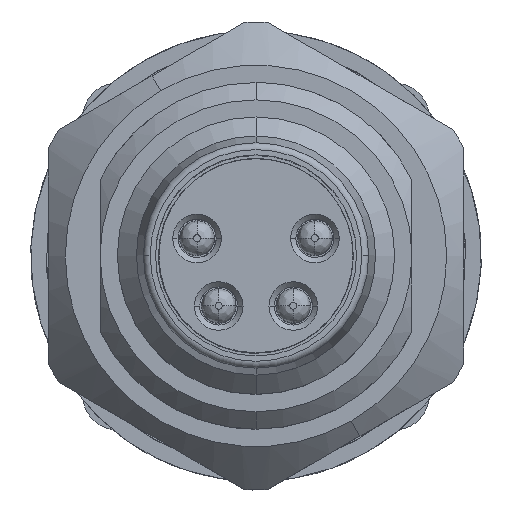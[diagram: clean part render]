
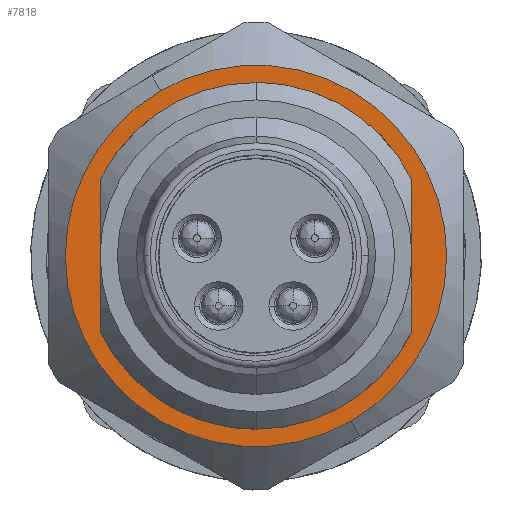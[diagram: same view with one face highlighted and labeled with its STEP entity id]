
A CAD part, top view. The second image highlights one B-rep face of the part: STEP entity #7818.
In plain terms, the highlighted planar face has unit normal (0, 0, 1).
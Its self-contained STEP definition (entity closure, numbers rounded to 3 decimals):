
#7670=AXIS2_PLACEMENT_3D('Plane Axis2P3D',#7667,#7668,#7669) ;
#7667=CARTESIAN_POINT('Axis2P3D Location',(6.5,6.742,16.65)) ;
#7673=CARTESIAN_POINT('Control Point',(3.75,11.505,16.65)) ;
#7674=CARTESIAN_POINT('Control Point',(3.253,11.218,16.65)) ;
#7675=CARTESIAN_POINT('Control Point',(2.793,10.866,16.65)) ;
#7676=CARTESIAN_POINT('Control Point',(2.381,10.455,16.65)) ;
#7677=CARTESIAN_POINT('Control Point',(1.676,9.536,16.65)) ;
#7678=CARTESIAN_POINT('Control Point',(1.23,8.467,16.65)) ;
#7679=CARTESIAN_POINT('Control Point',(1.078,7.906,16.65)) ;
#7680=CARTESIAN_POINT('Control Point',(0.925,6.758,16.65)) ;
#7681=CARTESIAN_POINT('Control Point',(1.072,5.608,16.65)) ;
#7682=CARTESIAN_POINT('Control Point',(1.22,5.046,16.65)) ;
#7683=CARTESIAN_POINT('Control Point',(1.661,3.975,16.65)) ;
#7684=CARTESIAN_POINT('Control Point',(2.361,3.052,16.65)) ;
#7685=CARTESIAN_POINT('Control Point',(2.77,2.639,16.65)) ;
#7686=CARTESIAN_POINT('Control Point',(3.686,1.93,16.65)) ;
#7687=CARTESIAN_POINT('Control Point',(4.754,1.479,16.65)) ;
#7688=CARTESIAN_POINT('Control Point',(5.314,1.325,16.65)) ;
#7689=CARTESIAN_POINT('Control Point',(6.462,1.167,16.65)) ;
#7690=CARTESIAN_POINT('Control Point',(7.612,1.31,16.65)) ;
#7691=CARTESIAN_POINT('Control Point',(8.174,1.456,16.65)) ;
#7692=CARTESIAN_POINT('Control Point',(8.719,1.677,16.65)) ;
#7693=CARTESIAN_POINT('Control Point',(9.227,1.966,16.65)) ;
#7694=CARTESIAN_POINT('Control Point',(9.234,1.97,16.65)) ;
#7695=CARTESIAN_POINT('Control Point',(9.242,1.975,16.65)) ;
#7696=CARTESIAN_POINT('Control Point',(9.25,1.979,16.65)) ;
#7697=CARTESIAN_POINT('Vertex',(3.75,11.505,16.65)) ;
#7699=CARTESIAN_POINT('Vertex',(9.25,1.979,16.65)) ;
#7703=CARTESIAN_POINT('Control Point',(9.25,1.979,16.65)) ;
#7704=CARTESIAN_POINT('Control Point',(9.747,2.266,16.65)) ;
#7705=CARTESIAN_POINT('Control Point',(10.207,2.619,16.65)) ;
#7706=CARTESIAN_POINT('Control Point',(10.619,3.029,16.65)) ;
#7707=CARTESIAN_POINT('Control Point',(11.324,3.948,16.65)) ;
#7708=CARTESIAN_POINT('Control Point',(11.77,5.018,16.65)) ;
#7709=CARTESIAN_POINT('Control Point',(11.922,5.579,16.65)) ;
#7710=CARTESIAN_POINT('Control Point',(12.075,6.727,16.65)) ;
#7711=CARTESIAN_POINT('Control Point',(11.928,7.876,16.65)) ;
#7712=CARTESIAN_POINT('Control Point',(11.78,8.438,16.65)) ;
#7713=CARTESIAN_POINT('Control Point',(11.339,9.51,16.65)) ;
#7714=CARTESIAN_POINT('Control Point',(10.639,10.433,16.65)) ;
#7715=CARTESIAN_POINT('Control Point',(10.23,10.846,16.65)) ;
#7716=CARTESIAN_POINT('Control Point',(9.314,11.555,16.65)) ;
#7717=CARTESIAN_POINT('Control Point',(8.246,12.005,16.65)) ;
#7718=CARTESIAN_POINT('Control Point',(7.686,12.159,16.65)) ;
#7719=CARTESIAN_POINT('Control Point',(6.538,12.317,16.65)) ;
#7720=CARTESIAN_POINT('Control Point',(5.388,12.175,16.65)) ;
#7721=CARTESIAN_POINT('Control Point',(4.826,12.029,16.65)) ;
#7722=CARTESIAN_POINT('Control Point',(4.281,11.808,16.65)) ;
#7723=CARTESIAN_POINT('Control Point',(3.773,11.519,16.65)) ;
#7724=CARTESIAN_POINT('Control Point',(3.766,11.514,16.65)) ;
#7725=CARTESIAN_POINT('Control Point',(3.758,11.51,16.65)) ;
#7726=CARTESIAN_POINT('Control Point',(3.75,11.505,16.65)) ;
#7732=CARTESIAN_POINT('Line Origine',(11.,6.742,16.65)) ;
#7736=CARTESIAN_POINT('Vertex',(11.,4.563,16.65)) ;
#7738=CARTESIAN_POINT('Vertex',(11.,8.922,16.65)) ;
#7742=CARTESIAN_POINT('Control Point',(6.5,1.742,16.65)) ;
#7743=CARTESIAN_POINT('Control Point',(7.023,1.742,16.65)) ;
#7744=CARTESIAN_POINT('Control Point',(7.547,1.811,16.65)) ;
#7745=CARTESIAN_POINT('Control Point',(8.058,1.948,16.65)) ;
#7746=CARTESIAN_POINT('Control Point',(9.056,2.362,16.65)) ;
#7747=CARTESIAN_POINT('Control Point',(9.91,3.024,16.65)) ;
#7748=CARTESIAN_POINT('Control Point',(10.298,3.421,16.65)) ;
#7749=CARTESIAN_POINT('Control Point',(10.655,3.905,16.65)) ;
#7750=CARTESIAN_POINT('Control Point',(10.935,4.432,16.65)) ;
#7751=CARTESIAN_POINT('Control Point',(10.957,4.476,16.65)) ;
#7752=CARTESIAN_POINT('Control Point',(10.979,4.519,16.65)) ;
#7753=CARTESIAN_POINT('Control Point',(11.,4.563,16.65)) ;
#7754=CARTESIAN_POINT('Vertex',(6.5,1.742,16.65)) ;
#7758=CARTESIAN_POINT('Control Point',(2.,4.563,16.65)) ;
#7759=CARTESIAN_POINT('Control Point',(2.239,4.07,16.65)) ;
#7760=CARTESIAN_POINT('Control Point',(2.545,3.61,16.65)) ;
#7761=CARTESIAN_POINT('Control Point',(2.913,3.194,16.65)) ;
#7762=CARTESIAN_POINT('Control Point',(3.753,2.475,16.65)) ;
#7763=CARTESIAN_POINT('Control Point',(4.755,2.008,16.65)) ;
#7764=CARTESIAN_POINT('Control Point',(5.285,1.845,16.65)) ;
#7765=CARTESIAN_POINT('Control Point',(5.855,1.753,16.65)) ;
#7766=CARTESIAN_POINT('Control Point',(6.427,1.743,16.65)) ;
#7767=CARTESIAN_POINT('Control Point',(6.451,1.742,16.65)) ;
#7768=CARTESIAN_POINT('Control Point',(6.476,1.742,16.65)) ;
#7769=CARTESIAN_POINT('Control Point',(6.5,1.742,16.65)) ;
#7770=CARTESIAN_POINT('Vertex',(2.,4.563,16.65)) ;
#7773=CARTESIAN_POINT('Line Origine',(2.,6.742,16.65)) ;
#7777=CARTESIAN_POINT('Vertex',(2.,8.922,16.65)) ;
#7781=CARTESIAN_POINT('Control Point',(6.5,11.742,16.65)) ;
#7782=CARTESIAN_POINT('Control Point',(5.977,11.742,16.65)) ;
#7783=CARTESIAN_POINT('Control Point',(5.453,11.674,16.65)) ;
#7784=CARTESIAN_POINT('Control Point',(4.942,11.537,16.65)) ;
#7785=CARTESIAN_POINT('Control Point',(3.944,11.123,16.65)) ;
#7786=CARTESIAN_POINT('Control Point',(3.09,10.46,16.65)) ;
#7787=CARTESIAN_POINT('Control Point',(2.702,10.064,16.65)) ;
#7788=CARTESIAN_POINT('Control Point',(2.345,9.579,16.65)) ;
#7789=CARTESIAN_POINT('Control Point',(2.065,9.052,16.65)) ;
#7790=CARTESIAN_POINT('Control Point',(2.043,9.009,16.65)) ;
#7791=CARTESIAN_POINT('Control Point',(2.021,8.966,16.65)) ;
#7792=CARTESIAN_POINT('Control Point',(2.,8.922,16.65)) ;
#7793=CARTESIAN_POINT('Vertex',(6.5,11.742,16.65)) ;
#7797=CARTESIAN_POINT('Control Point',(11.,8.922,16.65)) ;
#7798=CARTESIAN_POINT('Control Point',(10.761,9.415,16.65)) ;
#7799=CARTESIAN_POINT('Control Point',(10.455,9.875,16.65)) ;
#7800=CARTESIAN_POINT('Control Point',(10.087,10.29,16.65)) ;
#7801=CARTESIAN_POINT('Control Point',(9.247,11.009,16.65)) ;
#7802=CARTESIAN_POINT('Control Point',(8.245,11.476,16.65)) ;
#7803=CARTESIAN_POINT('Control Point',(7.715,11.639,16.65)) ;
#7804=CARTESIAN_POINT('Control Point',(7.145,11.731,16.65)) ;
#7805=CARTESIAN_POINT('Control Point',(6.573,11.742,16.65)) ;
#7806=CARTESIAN_POINT('Control Point',(6.549,11.742,16.65)) ;
#7807=CARTESIAN_POINT('Control Point',(6.524,11.742,16.65)) ;
#7808=CARTESIAN_POINT('Control Point',(6.5,11.742,16.65)) ;
#7668=DIRECTION('Axis2P3D Direction',(0.,0.,-1.)) ;
#7669=DIRECTION('Axis2P3D XDirection',(-0.866,-0.5,0.)) ;
#7733=DIRECTION('Vector Direction',(0.,1.,0.)) ;
#7774=DIRECTION('Vector Direction',(0.,-1.,0.)) ;
#7734=VECTOR('Line Direction',#7733,1.) ;
#7775=VECTOR('Line Direction',#7774,1.) ;
#7729=ORIENTED_EDGE('',*,*,#7701,.T.) ;
#7730=ORIENTED_EDGE('',*,*,#7727,.T.) ;
#7811=ORIENTED_EDGE('',*,*,#7740,.F.) ;
#7812=ORIENTED_EDGE('',*,*,#7756,.F.) ;
#7813=ORIENTED_EDGE('',*,*,#7772,.F.) ;
#7814=ORIENTED_EDGE('',*,*,#7779,.F.) ;
#7815=ORIENTED_EDGE('',*,*,#7795,.F.) ;
#7816=ORIENTED_EDGE('',*,*,#7809,.F.) ;
#7817=FACE_BOUND('',#7810,.T.) ;
#7818=ADVANCED_FACE('V1',(#7731,#7817),#7671,.F.) ;
#7672=B_SPLINE_CURVE_WITH_KNOTS('',5,(#7673,#7674,#7675,#7676,#7677,#7678,#7679,#7680,#7681,#7682,#7683,#7684,#7685,#7686,#7687,#7688,#7689,#7690,#7691,#7692,#7693,#7694,#7695,#7696),.UNSPECIFIED.,.F.,.U.,(6,3,3,3,3,3,3,6),(0.,4.062,8.124,12.186,16.248,20.31,24.372,24.436),.UNSPECIFIED.) ;
#7702=B_SPLINE_CURVE_WITH_KNOTS('',5,(#7703,#7704,#7705,#7706,#7707,#7708,#7709,#7710,#7711,#7712,#7713,#7714,#7715,#7716,#7717,#7718,#7719,#7720,#7721,#7722,#7723,#7724,#7725,#7726),.UNSPECIFIED.,.F.,.U.,(6,3,3,3,3,3,3,6),(0.,4.062,8.124,12.186,16.248,20.31,24.372,24.436),.UNSPECIFIED.) ;
#7741=B_SPLINE_CURVE_WITH_KNOTS('',5,(#7742,#7743,#7744,#7745,#7746,#7747,#7748,#7749,#7750,#7751,#7752,#7753),.UNSPECIFIED.,.F.,.U.,(6,3,3,6),(7.918,11.619,15.492,15.836),.UNSPECIFIED.) ;
#7757=B_SPLINE_CURVE_WITH_KNOTS('',5,(#7758,#7759,#7760,#7761,#7762,#7763,#7764,#7765,#7766,#7767,#7768,#7769),.UNSPECIFIED.,.F.,.U.,(6,3,3,6),(0.,3.873,7.746,7.918),.UNSPECIFIED.) ;
#7780=B_SPLINE_CURVE_WITH_KNOTS('',5,(#7781,#7782,#7783,#7784,#7785,#7786,#7787,#7788,#7789,#7790,#7791,#7792),.UNSPECIFIED.,.F.,.U.,(6,3,3,6),(7.918,11.619,15.492,15.836),.UNSPECIFIED.) ;
#7796=B_SPLINE_CURVE_WITH_KNOTS('',5,(#7797,#7798,#7799,#7800,#7801,#7802,#7803,#7804,#7805,#7806,#7807,#7808),.UNSPECIFIED.,.F.,.U.,(6,3,3,6),(0.,3.873,7.746,7.918),.UNSPECIFIED.) ;
#7701=EDGE_CURVE('',#7698,#7700,#7672,.T.) ;
#7727=EDGE_CURVE('',#7700,#7698,#7702,.T.) ;
#7740=EDGE_CURVE('',#7737,#7739,#7735,.T.) ;
#7756=EDGE_CURVE('',#7755,#7737,#7741,.T.) ;
#7772=EDGE_CURVE('',#7771,#7755,#7757,.T.) ;
#7779=EDGE_CURVE('',#7778,#7771,#7776,.T.) ;
#7795=EDGE_CURVE('',#7794,#7778,#7780,.T.) ;
#7809=EDGE_CURVE('',#7739,#7794,#7796,.T.) ;
#7728=EDGE_LOOP('',(#7729,#7730)) ;
#7810=EDGE_LOOP('',(#7811,#7812,#7813,#7814,#7815,#7816)) ;
#7731=FACE_OUTER_BOUND('',#7728,.T.) ;
#7735=LINE('Line',#7732,#7734) ;
#7776=LINE('Line',#7773,#7775) ;
#7671=PLANE('',#7670) ;
#7698=VERTEX_POINT('',#7697) ;
#7700=VERTEX_POINT('',#7699) ;
#7737=VERTEX_POINT('',#7736) ;
#7739=VERTEX_POINT('',#7738) ;
#7755=VERTEX_POINT('',#7754) ;
#7771=VERTEX_POINT('',#7770) ;
#7778=VERTEX_POINT('',#7777) ;
#7794=VERTEX_POINT('',#7793) ;
